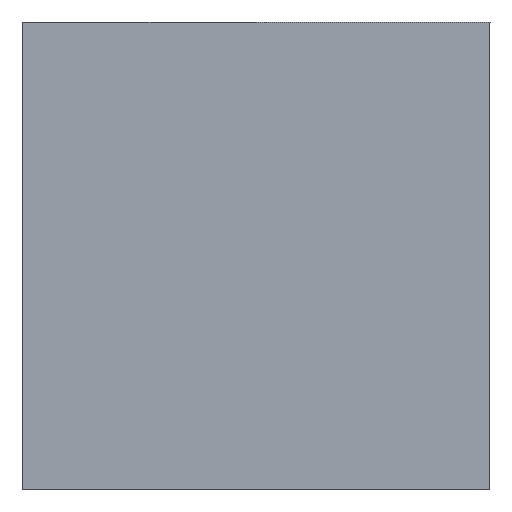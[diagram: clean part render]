
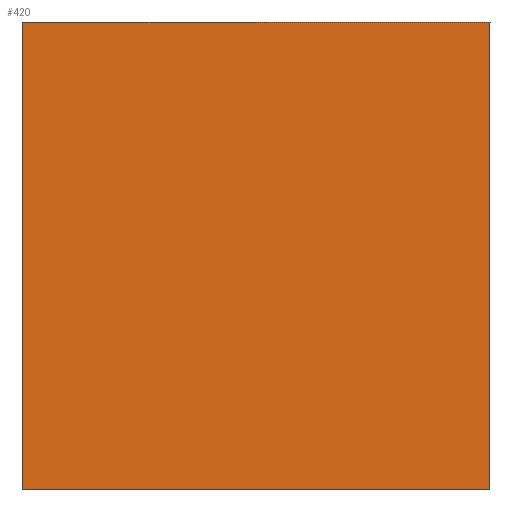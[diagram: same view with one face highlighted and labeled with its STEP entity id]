
A CAD part, front view. The second image highlights one B-rep face of the part: STEP entity #420.
In plain terms, the highlighted planar face has unit normal (0, -1, 0).
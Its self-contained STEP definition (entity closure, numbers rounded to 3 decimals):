
#38=PLANE('',#476);
#64=FACE_OUTER_BOUND('',#96,.T.);
#96=EDGE_LOOP('',(#383,#384,#385,#386));
#123=LINE('',#687,#161);
#130=LINE('',#709,#168);
#132=LINE('',#713,#170);
#134=LINE('',#716,#172);
#161=VECTOR('',#561,10.);
#168=VECTOR('',#590,10.);
#170=VECTOR('',#594,10.);
#172=VECTOR('',#598,10.);
#218=VERTEX_POINT('',#684);
#219=VERTEX_POINT('',#686);
#223=VERTEX_POINT('',#708);
#224=VERTEX_POINT('',#712);
#263=EDGE_CURVE('',#218,#219,#123,.T.);
#274=EDGE_CURVE('',#223,#219,#130,.T.);
#276=EDGE_CURVE('',#224,#218,#132,.T.);
#278=EDGE_CURVE('',#223,#224,#134,.T.);
#383=ORIENTED_EDGE('',*,*,#278,.F.);
#384=ORIENTED_EDGE('',*,*,#274,.T.);
#385=ORIENTED_EDGE('',*,*,#263,.F.);
#386=ORIENTED_EDGE('',*,*,#276,.F.);
#420=ADVANCED_FACE('',(#64),#38,.F.);
#476=AXIS2_PLACEMENT_3D('',#717,#599,#600);
#561=DIRECTION('',(0.,0.,-1.));
#590=DIRECTION('',(1.,0.,0.));
#594=DIRECTION('',(1.,0.,0.));
#598=DIRECTION('',(0.,0.,1.));
#599=DIRECTION('center_axis',(0.,1.,0.));
#600=DIRECTION('ref_axis',(1.,0.,0.));
#684=CARTESIAN_POINT('',(44.,0.,44.));
#686=CARTESIAN_POINT('',(44.,0.,0.));
#687=CARTESIAN_POINT('',(44.,0.,44.));
#708=CARTESIAN_POINT('',(0.,0.,0.));
#709=CARTESIAN_POINT('',(0.,0.,0.));
#712=CARTESIAN_POINT('',(0.,0.,44.));
#713=CARTESIAN_POINT('',(0.,0.,44.));
#716=CARTESIAN_POINT('',(0.,0.,0.));
#717=CARTESIAN_POINT('Origin',(22.,0.,22.));
